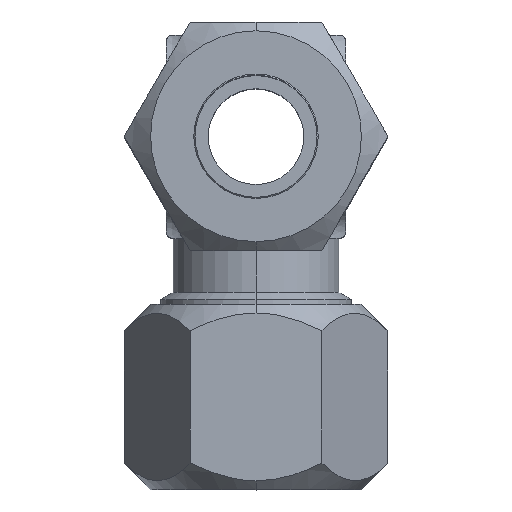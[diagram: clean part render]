
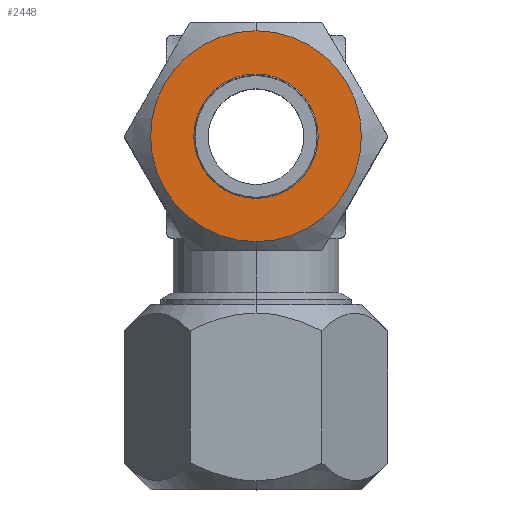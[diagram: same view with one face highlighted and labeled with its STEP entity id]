
A CAD part, top view. The second image highlights one B-rep face of the part: STEP entity #2448.
In plain terms, the highlighted face is planar.
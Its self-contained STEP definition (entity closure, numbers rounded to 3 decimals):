
#2385 = ORIENTED_EDGE ( 'NONE', *, *, #2533, .T. ) ;
#2386 = EDGE_LOOP ( 'NONE', ( #2387, #2508 ) ) ;
#2387 = ORIENTED_EDGE ( 'NONE', *, *, #2627, .F. ) ;
#2448 = ADVANCED_FACE ( 'NONE', ( #3292, #3301 ), #3344, .F. ) ;
#2449 = ORIENTED_EDGE ( 'NONE', *, *, #2450, .T. ) ;
#2450 = EDGE_CURVE ( 'NONE', #2534, #2577, #3306, .T. ) ;
#2507 = EDGE_LOOP ( 'NONE', ( #2449, #2385 ) ) ;
#2508 = ORIENTED_EDGE ( 'NONE', *, *, #2509, .F. ) ;
#2509 = EDGE_CURVE ( 'NONE', #2629, #2628, #3277, .T. ) ;
#2533 = EDGE_CURVE ( 'NONE', #2577, #2534, #3423, .T. ) ;
#2534 = VERTEX_POINT ( 'NONE', #3431 ) ;
#2577 = VERTEX_POINT ( 'NONE', #3557 ) ;
#2627 = EDGE_CURVE ( 'NONE', #2628, #2629, #3631, .T. ) ;
#2628 = VERTEX_POINT ( 'NONE', #3603 ) ;
#2629 = VERTEX_POINT ( 'NONE', #3602 ) ;
#3277 = CIRCLE ( 'NONE', #3283, 8.812 ) ;
#3278 = DIRECTION ( 'NONE',  ( 0., 0., 1. ) ) ;
#3280 = DIRECTION ( 'NONE',  ( 0., -1., 0. ) ) ;
#3281 = CARTESIAN_POINT ( 'NONE',  ( 0., 0., -21. ) ) ;
#3283 = AXIS2_PLACEMENT_3D ( 'NONE', #3281, #3278, #3280 ) ;
#3292 = FACE_BOUND ( 'NONE', #2507, .T. ) ;
#3301 = FACE_OUTER_BOUND ( 'NONE', #2386, .T. ) ;
#3302 = DIRECTION ( 'NONE',  ( 0., -1., 0. ) ) ;
#3303 = DIRECTION ( 'NONE',  ( 0., 0., 1. ) ) ;
#3304 = CARTESIAN_POINT ( 'NONE',  ( 0., 0., -21. ) ) ;
#3305 = AXIS2_PLACEMENT_3D ( 'NONE', #3304, #3303, #3302 ) ;
#3306 = CIRCLE ( 'NONE', #3305, 5.2 ) ;
#3323 = DIRECTION ( 'NONE',  ( 0., -1., 0. ) ) ;
#3329 = AXIS2_PLACEMENT_3D ( 'NONE', #3346, #3345, #3323 ) ;
#3344 = PLANE ( 'NONE',  #3329 ) ;
#3345 = DIRECTION ( 'NONE',  ( 0., 0., 1. ) ) ;
#3346 = CARTESIAN_POINT ( 'NONE',  ( 0., 11.027, -21. ) ) ;
#3422 = AXIS2_PLACEMENT_3D ( 'NONE', #3426, #3427, #3428 ) ;
#3423 = CIRCLE ( 'NONE', #3422, 5.2 ) ;
#3426 = CARTESIAN_POINT ( 'NONE',  ( 0., 0., -21. ) ) ;
#3427 = DIRECTION ( 'NONE',  ( 0., 0., 1. ) ) ;
#3428 = DIRECTION ( 'NONE',  ( 0., -1., 0. ) ) ;
#3431 = CARTESIAN_POINT ( 'NONE',  ( 0., -5.2, -21. ) ) ;
#3557 = CARTESIAN_POINT ( 'NONE',  ( 0., 5.2, -21. ) ) ;
#3594 = DIRECTION ( 'NONE',  ( 0., -1., 0. ) ) ;
#3595 = DIRECTION ( 'NONE',  ( 0., 0., 1. ) ) ;
#3596 = AXIS2_PLACEMENT_3D ( 'NONE', #3630, #3595, #3594 ) ;
#3602 = CARTESIAN_POINT ( 'NONE',  ( 0., 8.812, -21. ) ) ;
#3603 = CARTESIAN_POINT ( 'NONE',  ( 0., -8.812, -21. ) ) ;
#3630 = CARTESIAN_POINT ( 'NONE',  ( 0., 0., -21. ) ) ;
#3631 = CIRCLE ( 'NONE', #3596, 8.812 ) ;
